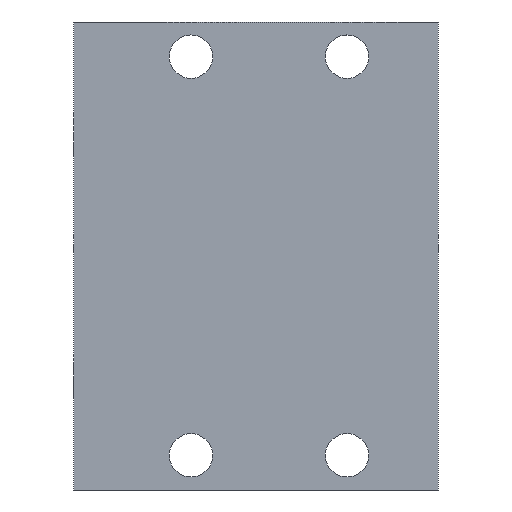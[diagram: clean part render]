
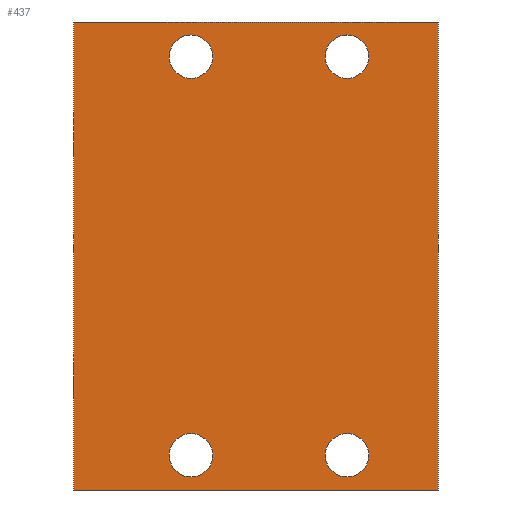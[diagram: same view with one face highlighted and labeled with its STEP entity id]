
A CAD part, front view. The second image highlights one B-rep face of the part: STEP entity #437.
In plain terms, the highlighted planar face has unit normal (0, -1, 0).
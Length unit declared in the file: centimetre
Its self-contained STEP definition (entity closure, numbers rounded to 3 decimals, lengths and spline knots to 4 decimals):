
#1 = CARTESIAN_POINT ( 'NONE',  ( 1.3677, -1.6584, 5.25 ) ) ;
#5 = EDGE_CURVE ( 'NONE', #589, #36, #23, .T. ) ;
#7 = DIRECTION ( 'NONE',  ( 0., 1., 0. ) ) ;
#10 = VERTEX_POINT ( 'NONE', #104 ) ;
#16 = DIRECTION ( 'NONE',  ( 0., 0., 1. ) ) ;
#20 = DIRECTION ( 'NONE',  ( 1., 0., 0. ) ) ;
#23 = LINE ( 'NONE', #537, #690 ) ;
#25 = DIRECTION ( 'NONE',  ( 0., 0., 1. ) ) ;
#29 = DIRECTION ( 'NONE',  ( 0., 1., 0. ) ) ;
#30 = DIRECTION ( 'NONE',  ( 0., 1., 0. ) ) ;
#33 = CIRCLE ( 'NONE', #495, 0.25 ) ;
#36 = VERTEX_POINT ( 'NONE', #600 ) ;
#46 = DIRECTION ( 'NONE',  ( 0., 0., -1. ) ) ;
#51 = VECTOR ( 'NONE', #46, 100. ) ;
#53 = AXIS2_PLACEMENT_3D ( 'NONE', #505, #214, #384 ) ;
#56 = EDGE_CURVE ( 'NONE', #232, #349, #33, .T. ) ;
#57 = CARTESIAN_POINT ( 'NONE',  ( -0.4323, -1.6584, 0.15 ) ) ;
#61 = DIRECTION ( 'NONE',  ( 0., 1., 0. ) ) ;
#63 = FACE_BOUND ( 'NONE', #625, .T. ) ;
#93 = LINE ( 'NONE', #204, #51 ) ;
#95 = DIRECTION ( 'NONE',  ( 1., 0., 0. ) ) ;
#96 = ORIENTED_EDGE ( 'NONE', *, *, #292, .T. ) ;
#101 = CIRCLE ( 'NONE', #547, 0.25 ) ;
#104 = CARTESIAN_POINT ( 'NONE',  ( 1.3677, -1.6584, 0.65 ) ) ;
#111 = VECTOR ( 'NONE', #20, 100. ) ;
#124 = CIRCLE ( 'NONE', #609, 0.25 ) ;
#129 = AXIS2_PLACEMENT_3D ( 'NONE', #627, #30, #687 ) ;
#130 = DIRECTION ( 'NONE',  ( 0., 1., 0. ) ) ;
#134 = VERTEX_POINT ( 'NONE', #359 ) ;
#135 = EDGE_CURVE ( 'NONE', #287, #249, #205, .T. ) ;
#136 = CARTESIAN_POINT ( 'NONE',  ( -0.4323, -1.6584, 5.25 ) ) ;
#153 = VERTEX_POINT ( 'NONE', #136 ) ;
#158 = FACE_BOUND ( 'NONE', #569, .T. ) ;
#169 = DIRECTION ( 'NONE',  ( 0., 0., 1. ) ) ;
#171 = EDGE_CURVE ( 'NONE', #231, #10, #375, .T. ) ;
#182 = ORIENTED_EDGE ( 'NONE', *, *, #56, .T. ) ;
#185 = CARTESIAN_POINT ( 'NONE',  ( 1.3677, -1.6584, 5. ) ) ;
#193 = EDGE_LOOP ( 'NONE', ( #96, #224 ) ) ;
#199 = CARTESIAN_POINT ( 'NONE',  ( -0.4323, -1.6584, 0.65 ) ) ;
#204 = CARTESIAN_POINT ( 'NONE',  ( -1.7823, -1.6584, 5.4 ) ) ;
#205 = CIRCLE ( 'NONE', #516, 0.25 ) ;
#206 = ORIENTED_EDGE ( 'NONE', *, *, #506, .T. ) ;
#207 = EDGE_LOOP ( 'NONE', ( #206, #466, #692, #632 ) ) ;
#214 = DIRECTION ( 'NONE',  ( 0., 1., 0. ) ) ;
#215 = ORIENTED_EDGE ( 'NONE', *, *, #590, .T. ) ;
#224 = ORIENTED_EDGE ( 'NONE', *, *, #641, .T. ) ;
#231 = VERTEX_POINT ( 'NONE', #262 ) ;
#232 = VERTEX_POINT ( 'NONE', #487 ) ;
#234 = AXIS2_PLACEMENT_3D ( 'NONE', #463, #457, #404 ) ;
#249 = VERTEX_POINT ( 'NONE', #199 ) ;
#255 = AXIS2_PLACEMENT_3D ( 'NONE', #185, #130, #25 ) ;
#262 = CARTESIAN_POINT ( 'NONE',  ( 1.3677, -1.6584, 0.15 ) ) ;
#263 = EDGE_CURVE ( 'NONE', #492, #589, #504, .T. ) ;
#271 = EDGE_CURVE ( 'NONE', #492, #134, #93, .T. ) ;
#287 = VERTEX_POINT ( 'NONE', #57 ) ;
#290 = VERTEX_POINT ( 'NONE', #649 ) ;
#292 = EDGE_CURVE ( 'NONE', #153, #290, #296, .T. ) ;
#296 = CIRCLE ( 'NONE', #53, 0.25 ) ;
#297 = CARTESIAN_POINT ( 'NONE',  ( 2.4177, -1.6584, 5.4 ) ) ;
#299 = ORIENTED_EDGE ( 'NONE', *, *, #408, .T. ) ;
#305 = CARTESIAN_POINT ( 'NONE',  ( -0.4323, -1.6584, 5. ) ) ;
#309 = DIRECTION ( 'NONE',  ( 0., 0., 1. ) ) ;
#317 = CARTESIAN_POINT ( 'NONE',  ( -1.7823, -1.6584, 5.4 ) ) ;
#340 = DIRECTION ( 'NONE',  ( 0., 0., 1. ) ) ;
#349 = VERTEX_POINT ( 'NONE', #1 ) ;
#353 = LINE ( 'NONE', #474, #111 ) ;
#359 = CARTESIAN_POINT ( 'NONE',  ( -1.7823, -1.6584, 0. ) ) ;
#362 = FACE_BOUND ( 'NONE', #193, .T. ) ;
#373 = FACE_OUTER_BOUND ( 'NONE', #207, .T. ) ;
#375 = CIRCLE ( 'NONE', #129, 0.25 ) ;
#384 = DIRECTION ( 'NONE',  ( 0., 0., 1. ) ) ;
#404 = DIRECTION ( 'NONE',  ( 0., 0., 1. ) ) ;
#408 = EDGE_CURVE ( 'NONE', #10, #231, #101, .T. ) ;
#433 = EDGE_CURVE ( 'NONE', #249, #287, #622, .T. ) ;
#437 = ADVANCED_FACE ( 'NONE', ( #528, #158, #63, #362, #373 ), #514, .F. ) ;
#448 = VECTOR ( 'NONE', #95, 100. ) ;
#457 = DIRECTION ( 'NONE',  ( 0., 1., 0. ) ) ;
#463 = CARTESIAN_POINT ( 'NONE',  ( -1.7823, -1.6584, 5.4 ) ) ;
#466 = ORIENTED_EDGE ( 'NONE', *, *, #5, .F. ) ;
#471 = DIRECTION ( 'NONE',  ( 0., 1., 0. ) ) ;
#474 = CARTESIAN_POINT ( 'NONE',  ( -1.7823, -1.6584, 0. ) ) ;
#480 = CIRCLE ( 'NONE', #255, 0.25 ) ;
#487 = CARTESIAN_POINT ( 'NONE',  ( 1.3677, -1.6584, 4.75 ) ) ;
#490 = ORIENTED_EDGE ( 'NONE', *, *, #433, .T. ) ;
#492 = VERTEX_POINT ( 'NONE', #667 ) ;
#495 = AXIS2_PLACEMENT_3D ( 'NONE', #525, #677, #309 ) ;
#504 = LINE ( 'NONE', #317, #448 ) ;
#505 = CARTESIAN_POINT ( 'NONE',  ( -0.4323, -1.6584, 5. ) ) ;
#506 = EDGE_CURVE ( 'NONE', #134, #36, #353, .T. ) ;
#514 = PLANE ( 'NONE',  #234 ) ;
#516 = AXIS2_PLACEMENT_3D ( 'NONE', #683, #29, #579 ) ;
#525 = CARTESIAN_POINT ( 'NONE',  ( 1.3677, -1.6584, 5. ) ) ;
#528 = FACE_BOUND ( 'NONE', #557, .T. ) ;
#537 = CARTESIAN_POINT ( 'NONE',  ( 2.4177, -1.6584, 5.4 ) ) ;
#547 = AXIS2_PLACEMENT_3D ( 'NONE', #660, #7, #340 ) ;
#557 = EDGE_LOOP ( 'NONE', ( #299, #607 ) ) ;
#569 = EDGE_LOOP ( 'NONE', ( #215, #182 ) ) ;
#579 = DIRECTION ( 'NONE',  ( 0., 0., 1. ) ) ;
#589 = VERTEX_POINT ( 'NONE', #297 ) ;
#590 = EDGE_CURVE ( 'NONE', #349, #232, #480, .T. ) ;
#592 = AXIS2_PLACEMENT_3D ( 'NONE', #615, #61, #169 ) ;
#600 = CARTESIAN_POINT ( 'NONE',  ( 2.4177, -1.6584, 0. ) ) ;
#607 = ORIENTED_EDGE ( 'NONE', *, *, #171, .T. ) ;
#609 = AXIS2_PLACEMENT_3D ( 'NONE', #305, #471, #16 ) ;
#615 = CARTESIAN_POINT ( 'NONE',  ( -0.4323, -1.6584, 0.4 ) ) ;
#622 = CIRCLE ( 'NONE', #592, 0.25 ) ;
#625 = EDGE_LOOP ( 'NONE', ( #490, #633 ) ) ;
#627 = CARTESIAN_POINT ( 'NONE',  ( 1.3677, -1.6584, 0.4 ) ) ;
#632 = ORIENTED_EDGE ( 'NONE', *, *, #271, .T. ) ;
#633 = ORIENTED_EDGE ( 'NONE', *, *, #135, .T. ) ;
#641 = EDGE_CURVE ( 'NONE', #290, #153, #124, .T. ) ;
#644 = DIRECTION ( 'NONE',  ( 0., 0., -1. ) ) ;
#649 = CARTESIAN_POINT ( 'NONE',  ( -0.4323, -1.6584, 4.75 ) ) ;
#660 = CARTESIAN_POINT ( 'NONE',  ( 1.3677, -1.6584, 0.4 ) ) ;
#667 = CARTESIAN_POINT ( 'NONE',  ( -1.7823, -1.6584, 5.4 ) ) ;
#677 = DIRECTION ( 'NONE',  ( 0., 1., 0. ) ) ;
#683 = CARTESIAN_POINT ( 'NONE',  ( -0.4323, -1.6584, 0.4 ) ) ;
#687 = DIRECTION ( 'NONE',  ( 0., 0., 1. ) ) ;
#690 = VECTOR ( 'NONE', #644, 100. ) ;
#692 = ORIENTED_EDGE ( 'NONE', *, *, #263, .F. ) ;
